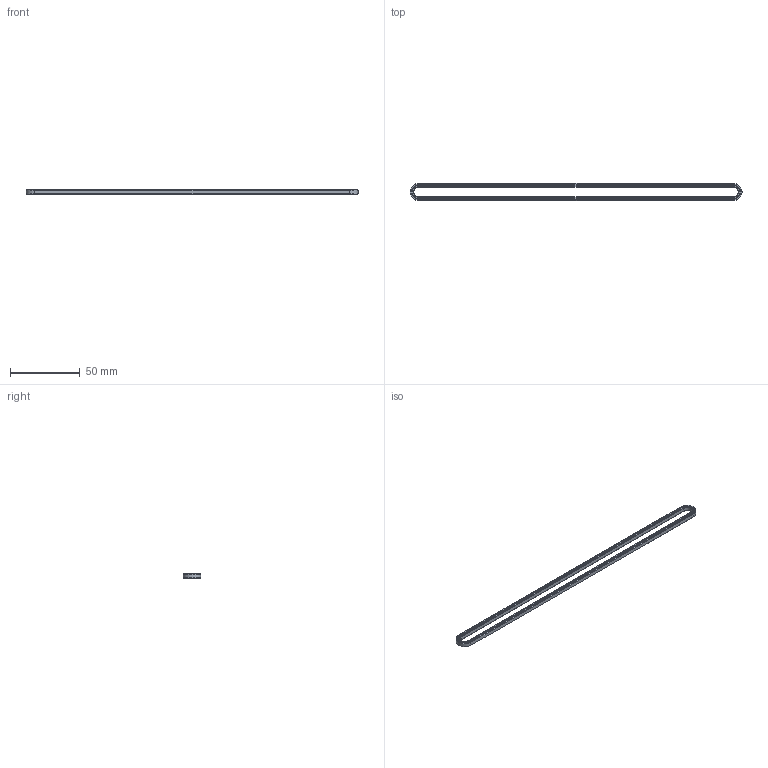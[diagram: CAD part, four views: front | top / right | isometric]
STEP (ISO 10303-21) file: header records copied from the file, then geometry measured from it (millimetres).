
FILE_DESCRIPTION(('FreeCAD Model'),'2;1');
FILE_NAME('Open CASCADE Shape Model','2023-01-08T23:50:53',(''),(''), 'Open CASCADE STEP processor 7.6','FreeCAD','Unknown');
FILE_SCHEMA(('AUTOMOTIVE_DESIGN { 1 0 10303 214 1 1 1 1 }'));
Length unit declared in the file: millimetre
Products named in the file (1): Brace STR SLT FL ERR BU19x01x00.25 - SPN-BRC-0120 (stemfie.org)
Bounding box: 237.5 x 12.5 x 3.12 mm (x, y, z)
Volume: 3991 mm3; surface area: 5502.8 mm2
Topology: 1 solids, 1 shells, 530 faces, 1466 edges, 973 vertices
Faces by surface type: plane 330, extrusion 184, cylinder 8, cone 8
Entity records: 35997 total; most frequent: CARTESIAN_POINT 7747, DIRECTION 4559, VECTOR 3801, LINE 3617, ORIENTED_EDGE 2932, PCURVE 2932, DEFINITIONAL_REPRESENTATION 2932, EDGE_CURVE 1466
